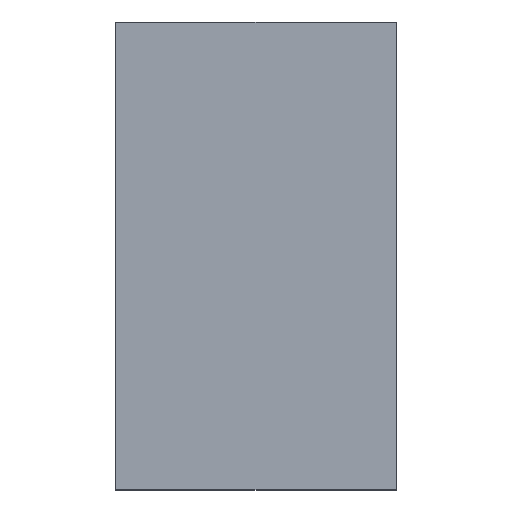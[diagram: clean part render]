
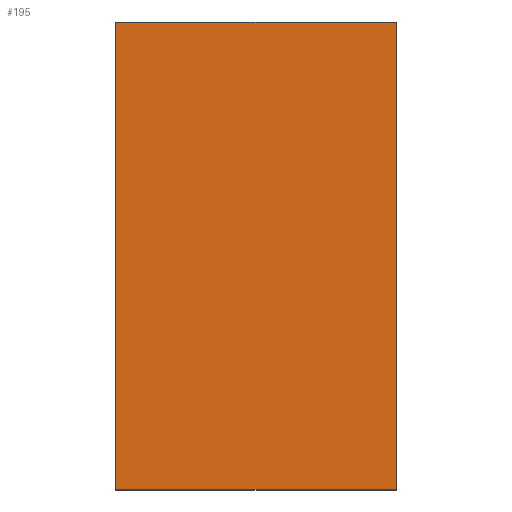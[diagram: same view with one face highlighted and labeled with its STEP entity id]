
A CAD part, top view. The second image highlights one B-rep face of the part: STEP entity #195.
In plain terms, the highlighted planar face has unit normal (0, 0, 1).
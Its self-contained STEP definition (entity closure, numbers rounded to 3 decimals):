
#25=FACE_OUTER_BOUND('',#36,.T.);
#36=EDGE_LOOP('',(#163,#164,#165,#166));
#53=LINE('',#303,#77);
#56=LINE('',#309,#80);
#59=LINE('',#315,#83);
#62=LINE('',#319,#86);
#77=VECTOR('',#250,10.);
#80=VECTOR('',#255,10.);
#83=VECTOR('',#260,10.);
#86=VECTOR('',#265,10.);
#97=VERTEX_POINT('',#300);
#98=VERTEX_POINT('',#302);
#100=VERTEX_POINT('',#308);
#102=VERTEX_POINT('',#314);
#117=EDGE_CURVE('',#98,#97,#53,.T.);
#120=EDGE_CURVE('',#100,#98,#56,.T.);
#123=EDGE_CURVE('',#102,#100,#59,.T.);
#126=EDGE_CURVE('',#97,#102,#62,.T.);
#163=ORIENTED_EDGE('',*,*,#126,.T.);
#164=ORIENTED_EDGE('',*,*,#123,.T.);
#165=ORIENTED_EDGE('',*,*,#120,.T.);
#166=ORIENTED_EDGE('',*,*,#117,.T.);
#184=PLANE('',#220);
#195=ADVANCED_FACE('',(#25),#184,.T.);
#220=AXIS2_PLACEMENT_3D('',#320,#266,#267);
#250=DIRECTION('',(0.,-1.,0.));
#255=DIRECTION('',(-1.,0.,0.));
#260=DIRECTION('',(0.,1.,0.));
#265=DIRECTION('',(1.,0.,0.));
#266=DIRECTION('center_axis',(0.,0.,1.));
#267=DIRECTION('ref_axis',(1.,0.,0.));
#300=CARTESIAN_POINT('',(0.,0.,68.));
#302=CARTESIAN_POINT('',(0.,200.,68.));
#303=CARTESIAN_POINT('',(0.,0.,68.));
#308=CARTESIAN_POINT('',(120.,200.,68.));
#309=CARTESIAN_POINT('',(0.,200.,68.));
#314=CARTESIAN_POINT('',(120.,0.,68.));
#315=CARTESIAN_POINT('',(120.,200.,68.));
#319=CARTESIAN_POINT('',(120.,0.,68.));
#320=CARTESIAN_POINT('Origin',(60.,100.,68.));
